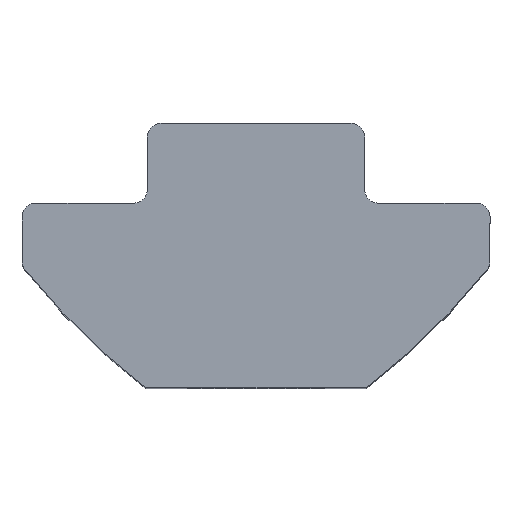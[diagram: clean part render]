
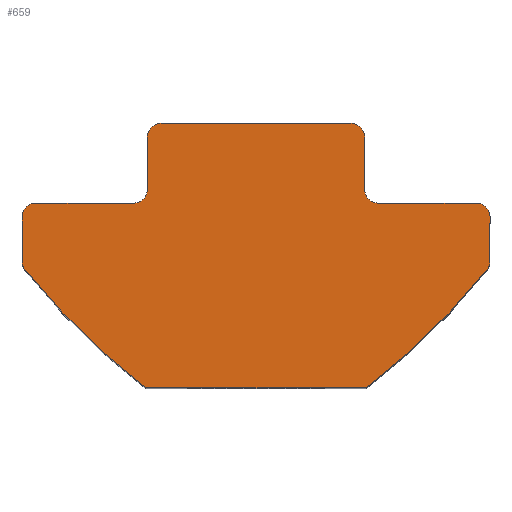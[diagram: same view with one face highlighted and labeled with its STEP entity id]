
A CAD part, top view. The second image highlights one B-rep face of the part: STEP entity #659.
In plain terms, the highlighted planar face has unit normal (0, 0, 1).
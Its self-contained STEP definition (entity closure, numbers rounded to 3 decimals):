
#3 = VERTEX_POINT ( 'NONE', #327 ) ;
#12 = EDGE_CURVE ( 'NONE', #441, #3, #762, .T. ) ;
#18 = AXIS2_PLACEMENT_3D ( 'NONE', #196, #879, #29 ) ;
#29 = DIRECTION ( 'NONE',  ( 1., 0., 0. ) ) ;
#32 = EDGE_CURVE ( 'NONE', #150, #37, #680, .T. ) ;
#34 = PLANE ( 'NONE',  #18 ) ;
#37 = VERTEX_POINT ( 'NONE', #109 ) ;
#54 = AXIS2_PLACEMENT_3D ( 'NONE', #708, #710, #712 ) ;
#56 = EDGE_CURVE ( 'NONE', #176, #699, #271, .T. ) ;
#63 = ORIENTED_EDGE ( 'NONE', *, *, #89, .T. ) ;
#64 = CIRCLE ( 'NONE', #230, 0.5 ) ;
#65 = ORIENTED_EDGE ( 'NONE', *, *, #602, .T. ) ;
#69 = EDGE_CURVE ( 'NONE', #726, #283, #798, .T. ) ;
#73 = VECTOR ( 'NONE', #534, 1000. ) ;
#77 = ORIENTED_EDGE ( 'NONE', *, *, #812, .T. ) ;
#89 = EDGE_CURVE ( 'NONE', #283, #256, #64, .T. ) ;
#90 = CIRCLE ( 'NONE', #116, 0.5 ) ;
#91 = ORIENTED_EDGE ( 'NONE', *, *, #855, .T. ) ;
#96 = EDGE_CURVE ( 'NONE', #699, #726, #580, .T. ) ;
#97 = EDGE_CURVE ( 'NONE', #777, #755, #626, .T. ) ;
#102 = EDGE_CURVE ( 'NONE', #555, #501, #397, .T. ) ;
#104 = ORIENTED_EDGE ( 'NONE', *, *, #869, .T. ) ;
#107 = EDGE_CURVE ( 'NONE', #131, #441, #280, .T. ) ;
#109 = CARTESIAN_POINT ( 'NONE',  ( -3.95, -2.4, 22. ) ) ;
#113 = CIRCLE ( 'NONE', #218, 24.5 ) ;
#116 = AXIS2_PLACEMENT_3D ( 'NONE', #672, #674, #690 ) ;
#118 = EDGE_CURVE ( 'NONE', #3, #150, #90, .T. ) ;
#124 = AXIS2_PLACEMENT_3D ( 'NONE', #663, #666, #668 ) ;
#129 = EDGE_CURVE ( 'NONE', #37, #176, #419, .T. ) ;
#131 = VERTEX_POINT ( 'NONE', #159 ) ;
#144 = DIRECTION ( 'NONE',  ( 1., 0., 0. ) ) ;
#150 = VERTEX_POINT ( 'NONE', #671 ) ;
#153 = ORIENTED_EDGE ( 'NONE', *, *, #97, .T. ) ;
#155 = AXIS2_PLACEMENT_3D ( 'NONE', #639, #644, #648 ) ;
#159 = CARTESIAN_POINT ( 'NONE',  ( 3.95, -0.5, 22. ) ) ;
#162 = ORIENTED_EDGE ( 'NONE', *, *, #102, .T. ) ;
#166 = VERTEX_POINT ( 'NONE', #828 ) ;
#170 = AXIS2_PLACEMENT_3D ( 'NONE', #606, #619, #622 ) ;
#175 = ORIENTED_EDGE ( 'NONE', *, *, #228, .T. ) ;
#176 = VERTEX_POINT ( 'NONE', #848 ) ;
#182 = AXIS2_PLACEMENT_3D ( 'NONE', #576, #584, #585 ) ;
#196 = CARTESIAN_POINT ( 'NONE',  ( 10.809, 9.918, 22. ) ) ;
#202 = ORIENTED_EDGE ( 'NONE', *, *, #129, .T. ) ;
#214 = EDGE_LOOP ( 'NONE', ( #718, #761, #821, #63, #65, #77, #481, #91, #104, #153, #175, #162, #250, #226, #269, #261, #360, #202 ) ) ;
#218 = AXIS2_PLACEMENT_3D ( 'NONE', #298, #290, #144 ) ;
#220 = LINE ( 'NONE', #754, #339 ) ;
#224 = VERTEX_POINT ( 'NONE', #836 ) ;
#226 = ORIENTED_EDGE ( 'NONE', *, *, #107, .T. ) ;
#228 = EDGE_CURVE ( 'NONE', #755, #555, #233, .T. ) ;
#230 = AXIS2_PLACEMENT_3D ( 'NONE', #540, #544, #547 ) ;
#233 = LINE ( 'NONE', #549, #839 ) ;
#246 = CARTESIAN_POINT ( 'NONE',  ( -4., -9.6, 22. ) ) ;
#250 = ORIENTED_EDGE ( 'NONE', *, *, #769, .T. ) ;
#253 = DIRECTION ( 'NONE',  ( -1., 0., 0. ) ) ;
#256 = VERTEX_POINT ( 'NONE', #729 ) ;
#261 = ORIENTED_EDGE ( 'NONE', *, *, #118, .T. ) ;
#269 = ORIENTED_EDGE ( 'NONE', *, *, #12, .T. ) ;
#271 = LINE ( 'NONE', #288, #613 ) ;
#280 = CIRCLE ( 'NONE', #124, 0.5 ) ;
#283 = VERTEX_POINT ( 'NONE', #880 ) ;
#287 = CIRCLE ( 'NONE', #345, 0.5 ) ;
#288 = CARTESIAN_POINT ( 'NONE',  ( -3.95, -2.9, 22. ) ) ;
#290 = DIRECTION ( 'NONE',  ( 0., 0., 1. ) ) ;
#298 = CARTESIAN_POINT ( 'NONE',  ( 10.809, 9.918, 22. ) ) ;
#304 = CARTESIAN_POINT ( 'NONE',  ( -3.95, 0., 22. ) ) ;
#323 = DIRECTION ( 'NONE',  ( 0., -1., 0. ) ) ;
#327 = CARTESIAN_POINT ( 'NONE',  ( -3.45, 0., 22. ) ) ;
#339 = VECTOR ( 'NONE', #748, 1000. ) ;
#345 = AXIS2_PLACEMENT_3D ( 'NONE', #557, #550, #548 ) ;
#356 = AXIS2_PLACEMENT_3D ( 'NONE', #630, #629, #628 ) ;
#360 = ORIENTED_EDGE ( 'NONE', *, *, #32, .T. ) ;
#388 = DIRECTION ( 'NONE',  ( -1., 0., 0. ) ) ;
#397 = CIRCLE ( 'NONE', #155, 0.5 ) ;
#400 = CARTESIAN_POINT ( 'NONE',  ( 3.95, 0., 22. ) ) ;
#410 = VECTOR ( 'NONE', #323, 1000. ) ;
#419 = CIRCLE ( 'NONE', #54, 0.5 ) ;
#426 = DIRECTION ( 'NONE',  ( 0., -1., 0. ) ) ;
#441 = VERTEX_POINT ( 'NONE', #479 ) ;
#444 = CARTESIAN_POINT ( 'NONE',  ( -8.5, -2.9, 22. ) ) ;
#453 = LINE ( 'NONE', #559, #73 ) ;
#479 = CARTESIAN_POINT ( 'NONE',  ( 3.45, 0., 22. ) ) ;
#481 = ORIENTED_EDGE ( 'NONE', *, *, #837, .T. ) ;
#498 = CARTESIAN_POINT ( 'NONE',  ( 4.45, -2.9, 22. ) ) ;
#501 = VERTEX_POINT ( 'NONE', #687 ) ;
#534 = DIRECTION ( 'NONE',  ( 0., 1., 0. ) ) ;
#540 = CARTESIAN_POINT ( 'NONE',  ( -8., -4.989, 22. ) ) ;
#544 = DIRECTION ( 'NONE',  ( 0., 0., 1. ) ) ;
#547 = DIRECTION ( 'NONE',  ( 1., 0., 0. ) ) ;
#548 = DIRECTION ( 'NONE',  ( -1., 0., 0. ) ) ;
#549 = CARTESIAN_POINT ( 'NONE',  ( 3.95, -2.9, 22. ) ) ;
#550 = DIRECTION ( 'NONE',  ( 0., 0., 1. ) ) ;
#555 = VERTEX_POINT ( 'NONE', #498 ) ;
#557 = CARTESIAN_POINT ( 'NONE',  ( 8., -4.989, 22. ) ) ;
#559 = CARTESIAN_POINT ( 'NONE',  ( 8.5, -2.9, 22. ) ) ;
#576 = CARTESIAN_POINT ( 'NONE',  ( -8., -3.4, 22. ) ) ;
#580 = CIRCLE ( 'NONE', #182, 0.5 ) ;
#584 = DIRECTION ( 'NONE',  ( 0., 0., 1. ) ) ;
#585 = DIRECTION ( 'NONE',  ( 1., 0., 0. ) ) ;
#602 = EDGE_CURVE ( 'NONE', #256, #636, #113, .T. ) ;
#606 = CARTESIAN_POINT ( 'NONE',  ( 8., -3.4, 22. ) ) ;
#613 = VECTOR ( 'NONE', #388, 1000. ) ;
#619 = DIRECTION ( 'NONE',  ( 0., 0., 1. ) ) ;
#622 = DIRECTION ( 'NONE',  ( 1., 0., 0. ) ) ;
#626 = CIRCLE ( 'NONE', #170, 0.5 ) ;
#628 = DIRECTION ( 'NONE',  ( -1., 0., 0. ) ) ;
#629 = DIRECTION ( 'NONE',  ( 0., 0., 1. ) ) ;
#630 = CARTESIAN_POINT ( 'NONE',  ( -10.809, 9.918, 22. ) ) ;
#636 = VERTEX_POINT ( 'NONE', #246 ) ;
#639 = CARTESIAN_POINT ( 'NONE',  ( 4.45, -2.4, 22. ) ) ;
#644 = DIRECTION ( 'NONE',  ( 0., 0., -1. ) ) ;
#648 = DIRECTION ( 'NONE',  ( 1., 0., 0. ) ) ;
#652 = CIRCLE ( 'NONE', #356, 24.5 ) ;
#657 = DIRECTION ( 'NONE',  ( -1., 0., 0. ) ) ;
#659 = ADVANCED_FACE ( 'NONE', ( #747 ), #34, .T. ) ;
#663 = CARTESIAN_POINT ( 'NONE',  ( 3.45, -0.5, 22. ) ) ;
#666 = DIRECTION ( 'NONE',  ( 0., 0., 1. ) ) ;
#667 = VECTOR ( 'NONE', #677, 1000. ) ;
#668 = DIRECTION ( 'NONE',  ( 1., 0., 0. ) ) ;
#671 = CARTESIAN_POINT ( 'NONE',  ( -3.95, -0.5, 22. ) ) ;
#672 = CARTESIAN_POINT ( 'NONE',  ( -3.45, -0.5, 22. ) ) ;
#674 = DIRECTION ( 'NONE',  ( 0., 0., 1. ) ) ;
#677 = DIRECTION ( 'NONE',  ( 1., 0., 0. ) ) ;
#679 = VERTEX_POINT ( 'NONE', #853 ) ;
#680 = LINE ( 'NONE', #304, #410 ) ;
#684 = LINE ( 'NONE', #693, #667 ) ;
#687 = CARTESIAN_POINT ( 'NONE',  ( 3.95, -2.4, 22. ) ) ;
#690 = DIRECTION ( 'NONE',  ( 1., 0., 0. ) ) ;
#693 = CARTESIAN_POINT ( 'NONE',  ( -4., -9.6, 22. ) ) ;
#699 = VERTEX_POINT ( 'NONE', #831 ) ;
#700 = VECTOR ( 'NONE', #253, 1000. ) ;
#708 = CARTESIAN_POINT ( 'NONE',  ( -4.45, -2.4, 22. ) ) ;
#710 = DIRECTION ( 'NONE',  ( 0., 0., -1. ) ) ;
#712 = DIRECTION ( 'NONE',  ( 1., 0., 0. ) ) ;
#718 = ORIENTED_EDGE ( 'NONE', *, *, #56, .T. ) ;
#726 = VERTEX_POINT ( 'NONE', #759 ) ;
#729 = CARTESIAN_POINT ( 'NONE',  ( -8.392, -5.3, 22. ) ) ;
#734 = CARTESIAN_POINT ( 'NONE',  ( 8.5, -3.4, 22. ) ) ;
#740 = VECTOR ( 'NONE', #426, 1000. ) ;
#747 = FACE_OUTER_BOUND ( 'NONE', #214, .T. ) ;
#748 = DIRECTION ( 'NONE',  ( 0., 1., 0. ) ) ;
#753 = CARTESIAN_POINT ( 'NONE',  ( 8., -2.9, 22. ) ) ;
#754 = CARTESIAN_POINT ( 'NONE',  ( 3.95, 0., 22. ) ) ;
#755 = VERTEX_POINT ( 'NONE', #753 ) ;
#759 = CARTESIAN_POINT ( 'NONE',  ( -8.5, -3.4, 22. ) ) ;
#761 = ORIENTED_EDGE ( 'NONE', *, *, #96, .T. ) ;
#762 = LINE ( 'NONE', #400, #700 ) ;
#769 = EDGE_CURVE ( 'NONE', #501, #131, #220, .T. ) ;
#777 = VERTEX_POINT ( 'NONE', #734 ) ;
#798 = LINE ( 'NONE', #444, #740 ) ;
#812 = EDGE_CURVE ( 'NONE', #636, #166, #684, .T. ) ;
#821 = ORIENTED_EDGE ( 'NONE', *, *, #69, .T. ) ;
#828 = CARTESIAN_POINT ( 'NONE',  ( 4., -9.6, 22. ) ) ;
#831 = CARTESIAN_POINT ( 'NONE',  ( -8., -2.9, 22. ) ) ;
#836 = CARTESIAN_POINT ( 'NONE',  ( 8.5, -4.989, 22. ) ) ;
#837 = EDGE_CURVE ( 'NONE', #166, #679, #652, .T. ) ;
#839 = VECTOR ( 'NONE', #657, 1000. ) ;
#848 = CARTESIAN_POINT ( 'NONE',  ( -4.45, -2.9, 22. ) ) ;
#853 = CARTESIAN_POINT ( 'NONE',  ( 8.392, -5.3, 22. ) ) ;
#855 = EDGE_CURVE ( 'NONE', #679, #224, #287, .T. ) ;
#869 = EDGE_CURVE ( 'NONE', #224, #777, #453, .T. ) ;
#879 = DIRECTION ( 'NONE',  ( 0., 0., 1. ) ) ;
#880 = CARTESIAN_POINT ( 'NONE',  ( -8.5, -4.989, 22. ) ) ;
